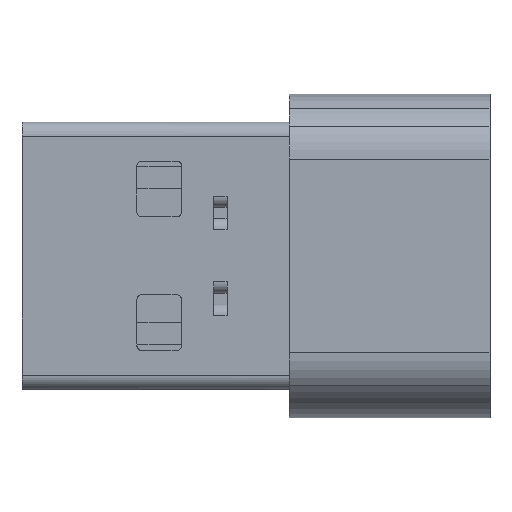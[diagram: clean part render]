
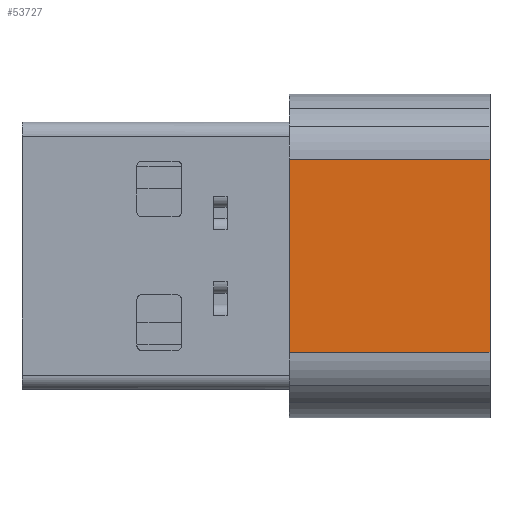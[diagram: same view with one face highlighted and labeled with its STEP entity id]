
A CAD part, top view. The second image highlights one B-rep face of the part: STEP entity #53727.
In plain terms, the highlighted face is planar.
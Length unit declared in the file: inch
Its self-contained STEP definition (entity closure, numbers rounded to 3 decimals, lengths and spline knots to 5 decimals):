
#1247 = CARTESIAN_POINT ( 'NONE',  ( 0.40783, 0., 0. ) ) ;
#2506 = DIRECTION ( 'NONE',  ( 0., 0., -1. ) ) ;
#3376 = DIRECTION ( 'NONE',  ( 0., 1., 0. ) ) ;
#3461 = AXIS2_PLACEMENT_3D ( 'NONE', #43351, #2506, #27227 ) ;
#5305 = CARTESIAN_POINT ( 'NONE',  ( 0.40783, 0., 0. ) ) ;
#6387 = DIRECTION ( 'NONE',  ( -1., 0., 0. ) ) ;
#7776 = CARTESIAN_POINT ( 'NONE',  ( 0.06658, 0., 0. ) ) ;
#11551 = VECTOR ( 'NONE', #6387, 39.37008 ) ;
#11678 = EDGE_LOOP ( 'NONE', ( #78654, #72268, #65066, #45667 ) ) ;
#13801 = CARTESIAN_POINT ( 'NONE',  ( 0.06658, 0., 0. ) ) ;
#15790 = LINE ( 'NONE', #1247, #89942 ) ;
#16962 = EDGE_CURVE ( 'NONE', #55198, #21655, #70363, .T. ) ;
#19206 = EDGE_CURVE ( 'NONE', #55198, #65971, #15790, .T. ) ;
#21655 = VERTEX_POINT ( 'NONE', #7776 ) ;
#27227 = DIRECTION ( 'NONE',  ( 0., -1., 0. ) ) ;
#32159 = LINE ( 'NONE', #64978, #11551 ) ;
#33547 = VERTEX_POINT ( 'NONE', #55008 ) ;
#36376 = VECTOR ( 'NONE', #38070, 39.37008 ) ;
#38070 = DIRECTION ( 'NONE',  ( -1., 0., 0. ) ) ;
#43351 = CARTESIAN_POINT ( 'NONE',  ( 0.40783, 0., 0. ) ) ;
#44578 = EDGE_CURVE ( 'NONE', #65971, #33547, #32159, .T. ) ;
#45667 = ORIENTED_EDGE ( 'NONE', *, *, #16962, .T. ) ;
#49307 = CARTESIAN_POINT ( 'NONE',  ( 0.40783, 0., 0. ) ) ;
#53727 = ADVANCED_FACE ( 'NONE', ( #84215 ), #92330, .T. ) ;
#55008 = CARTESIAN_POINT ( 'NONE',  ( 0.06658, 0.35433, 0. ) ) ;
#55198 = VERTEX_POINT ( 'NONE', #49307 ) ;
#55727 = LINE ( 'NONE', #13801, #100291 ) ;
#64978 = CARTESIAN_POINT ( 'NONE',  ( 0.40783, 0.35433, 0. ) ) ;
#65066 = ORIENTED_EDGE ( 'NONE', *, *, #19206, .F. ) ;
#65971 = VERTEX_POINT ( 'NONE', #67401 ) ;
#67401 = CARTESIAN_POINT ( 'NONE',  ( 0.40783, 0.35433, 0. ) ) ;
#70363 = LINE ( 'NONE', #5305, #36376 ) ;
#72268 = ORIENTED_EDGE ( 'NONE', *, *, #44578, .F. ) ;
#78654 = ORIENTED_EDGE ( 'NONE', *, *, #93475, .T. ) ;
#84215 = FACE_OUTER_BOUND ( 'NONE', #11678, .T. ) ;
#88526 = DIRECTION ( 'NONE',  ( 0., 1., 0. ) ) ;
#89942 = VECTOR ( 'NONE', #3376, 39.37008 ) ;
#92330 = PLANE ( 'NONE',  #3461 ) ;
#93475 = EDGE_CURVE ( 'NONE', #21655, #33547, #55727, .T. ) ;
#100291 = VECTOR ( 'NONE', #88526, 39.37008 ) ;
